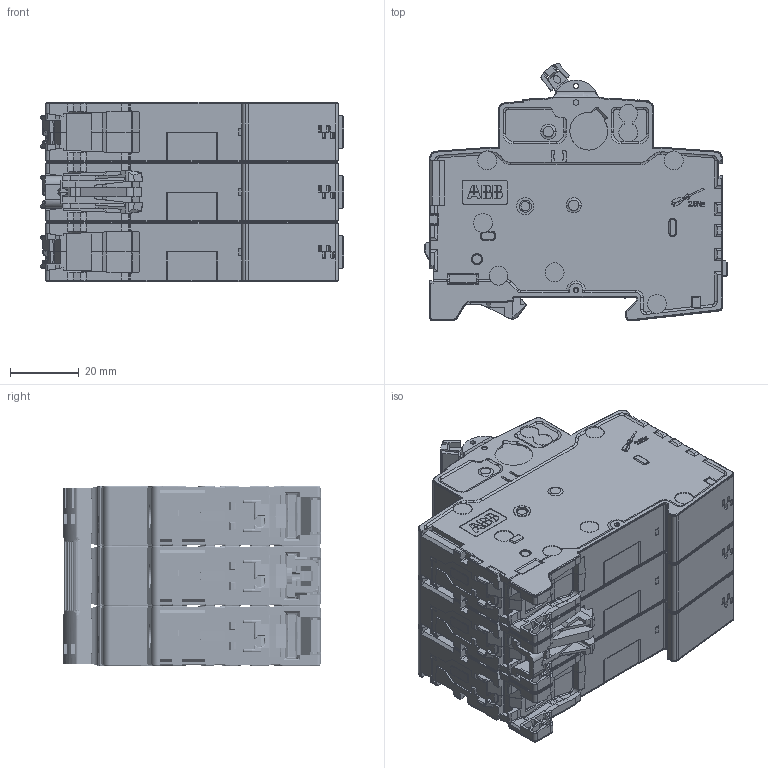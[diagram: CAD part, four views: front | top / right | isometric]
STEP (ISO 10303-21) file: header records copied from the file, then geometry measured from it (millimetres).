
FILE_DESCRIPTION((''),'2;1');
FILE_NAME('2CDS28X111_3-POLIG','2014-04-25T',('DEU121775'),(''),'PRO/ENGINEER BY PARAMETRIC TECHNOLOGY CORPORATION, 2011310','PRO/ENGINEER BY PARAMETRIC TECHNOLOGY CORPORATION, 2011310','');
FILE_SCHEMA(('AUTOMOTIVE_DESIGN_CC2 { 1 2 10303 214 -1 1 5 2 }'));
Products named in the file (1): 2CDS28X111_3-POLIG
Bounding box: 88 x 74.74 x 52.2 mm (x, y, z)
Volume: 225227.1 mm3; surface area: 49615.8 mm2
Topology: 1 solids, 1 shells, 6799 faces, 18274 edges, 11648 vertices
Faces by surface type: plane 3682, cylinder 1900, bspline 428, torus 405, cone 242, sphere 94, extrusion 48
Entity records: 253630 total; most frequent: CARTESIAN_POINT 79536, ORIENTED_EDGE 36524, DIRECTION 32550, EDGE_CURVE 18262, VECTOR 11962, LINE 11914, VERTEX_POINT 11648, AXIS2_PLACEMENT_3D 10294
